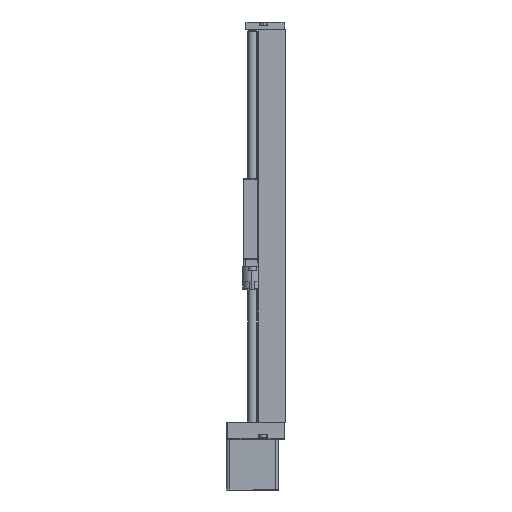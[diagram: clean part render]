
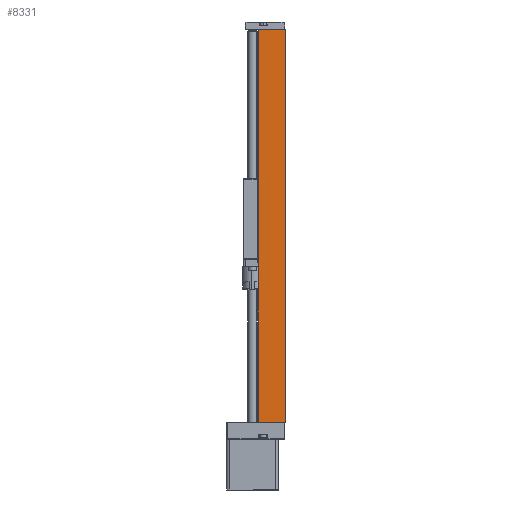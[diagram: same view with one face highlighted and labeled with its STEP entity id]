
A CAD part, left-side view. The second image highlights one B-rep face of the part: STEP entity #8331.
In plain terms, the highlighted planar face has unit normal (-1, 0, 0).
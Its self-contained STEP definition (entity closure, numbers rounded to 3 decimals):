
#5510 = CARTESIAN_POINT ( 'NONE',  ( -21.755, 5., 0. ) ) ;
#7295 = AXIS2_PLACEMENT_3D ( 'NONE', #45150, #16052, #40331 ) ;
#8331 = ADVANCED_FACE ( 'NONE', ( #76417 ), #8968, .F. ) ;
#8968 = PLANE ( 'NONE',  #7295 ) ;
#12913 = LINE ( 'NONE', #37196, #37017 ) ;
#16052 = DIRECTION ( 'NONE',  ( 1., 0., 0. ) ) ;
#16847 = VECTOR ( 'NONE', #60289, 1000. ) ;
#22583 = DIRECTION ( 'NONE',  ( 0., 0., -1. ) ) ;
#23322 = VECTOR ( 'NONE', #22583, 1000. ) ;
#23846 = EDGE_CURVE ( 'NONE', #26043, #57958, #28958, .T. ) ;
#26043 = VERTEX_POINT ( 'NONE', #64207 ) ;
#27257 = VERTEX_POINT ( 'NONE', #64333 ) ;
#28296 = CARTESIAN_POINT ( 'NONE',  ( -21.755, 18.5, 268. ) ) ;
#28958 = LINE ( 'NONE', #5510, #16847 ) ;
#29520 = EDGE_CURVE ( 'NONE', #30298, #26043, #71367, .T. ) ;
#30298 = VERTEX_POINT ( 'NONE', #28296 ) ;
#37017 = VECTOR ( 'NONE', #55883, 1000. ) ;
#37196 = CARTESIAN_POINT ( 'NONE',  ( -21.755, 0., 268. ) ) ;
#37202 = ORIENTED_EDGE ( 'NONE', *, *, #49018, .F. ) ;
#37422 = VECTOR ( 'NONE', #70822, 1000. ) ;
#40331 = DIRECTION ( 'NONE',  ( 0., 0., -1. ) ) ;
#45150 = CARTESIAN_POINT ( 'NONE',  ( -21.755, 5., 268. ) ) ;
#49018 = EDGE_CURVE ( 'NONE', #30298, #27257, #76397, .T. ) ;
#54627 = ORIENTED_EDGE ( 'NONE', *, *, #64171, .F. ) ;
#55883 = DIRECTION ( 'NONE',  ( 0., 0., -1. ) ) ;
#57958 = VERTEX_POINT ( 'NONE', #71553 ) ;
#59516 = CARTESIAN_POINT ( 'NONE',  ( -21.755, 18.5, 268. ) ) ;
#60289 = DIRECTION ( 'NONE',  ( 0., -1., 0. ) ) ;
#64171 = EDGE_CURVE ( 'NONE', #27257, #57958, #12913, .T. ) ;
#64207 = CARTESIAN_POINT ( 'NONE',  ( -21.755, 18.5, 0. ) ) ;
#64333 = CARTESIAN_POINT ( 'NONE',  ( -21.755, 0., 268. ) ) ;
#65279 = CARTESIAN_POINT ( 'NONE',  ( -21.755, 0., 268. ) ) ;
#68538 = ORIENTED_EDGE ( 'NONE', *, *, #29520, .T. ) ;
#70822 = DIRECTION ( 'NONE',  ( 0., -1., 0. ) ) ;
#71367 = LINE ( 'NONE', #59516, #23322 ) ;
#71553 = CARTESIAN_POINT ( 'NONE',  ( -21.755, 0., 0. ) ) ;
#72804 = EDGE_LOOP ( 'NONE', ( #74462, #54627, #37202, #68538 ) ) ;
#74462 = ORIENTED_EDGE ( 'NONE', *, *, #23846, .T. ) ;
#76397 = LINE ( 'NONE', #65279, #37422 ) ;
#76417 = FACE_OUTER_BOUND ( 'NONE', #72804, .T. ) ;
